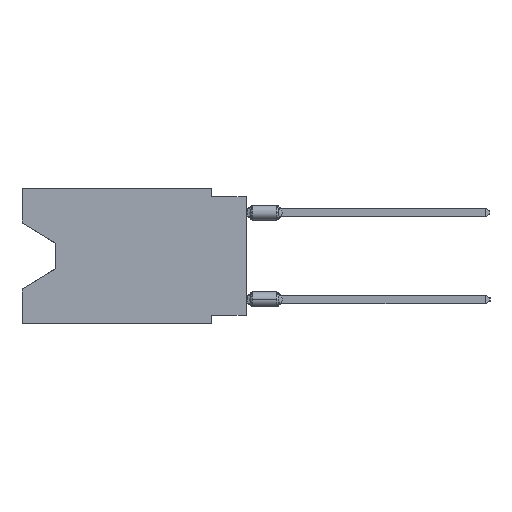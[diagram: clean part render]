
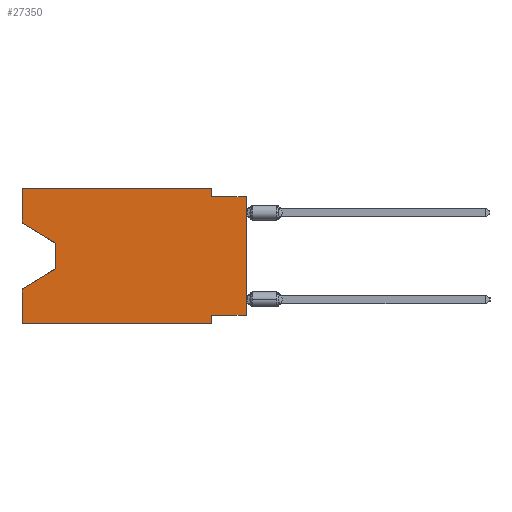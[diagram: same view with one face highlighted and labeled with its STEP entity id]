
A CAD part, left-side view. The second image highlights one B-rep face of the part: STEP entity #27350.
In plain terms, the highlighted planar face has unit normal (-1, 0, 0).
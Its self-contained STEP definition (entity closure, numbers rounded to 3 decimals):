
#343 = LINE ( 'NONE', #25763, #49610 ) ;
#678 = ORIENTED_EDGE ( 'NONE', *, *, #15906, .F. ) ;
#816 = LINE ( 'NONE', #23335, #23240 ) ;
#1161 = PLANE ( 'NONE',  #31090 ) ;
#1207 = DIRECTION ( 'NONE',  ( 0., 0., 1. ) ) ;
#1995 = VECTOR ( 'NONE', #44917, 1000. ) ;
#2413 = ORIENTED_EDGE ( 'NONE', *, *, #14553, .T. ) ;
#2855 = EDGE_CURVE ( 'NONE', #27919, #3764, #38696, .T. ) ;
#3764 = VERTEX_POINT ( 'NONE', #21459 ) ;
#5177 = LINE ( 'NONE', #22563, #13882 ) ;
#6515 = CARTESIAN_POINT ( 'NONE',  ( 0., 2.54, -9.906 ) ) ;
#7708 = LINE ( 'NONE', #54526, #32678 ) ;
#10237 = EDGE_CURVE ( 'NONE', #46483, #13407, #49303, .T. ) ;
#11230 = LINE ( 'NONE', #50608, #49999 ) ;
#11576 = VECTOR ( 'NONE', #44659, 1000. ) ;
#11791 = CARTESIAN_POINT ( 'NONE',  ( 0., 0., -9.271 ) ) ;
#13407 = VERTEX_POINT ( 'NONE', #29613 ) ;
#13882 = VECTOR ( 'NONE', #48857, 1000. ) ;
#14553 = EDGE_CURVE ( 'NONE', #46483, #18580, #40025, .T. ) ;
#15128 = EDGE_CURVE ( 'NONE', #39306, #17984, #7708, .T. ) ;
#15294 = VERTEX_POINT ( 'NONE', #21381 ) ;
#15444 = EDGE_CURVE ( 'NONE', #55467, #39306, #816, .T. ) ;
#15906 = EDGE_CURVE ( 'NONE', #39055, #15294, #11230, .T. ) ;
#17563 = DIRECTION ( 'NONE',  ( 0., 0., -1. ) ) ;
#17873 = DIRECTION ( 'NONE',  ( 0., 0., -1. ) ) ;
#17984 = VERTEX_POINT ( 'NONE', #20780 ) ;
#18311 = ORIENTED_EDGE ( 'NONE', *, *, #10237, .F. ) ;
#18580 = VERTEX_POINT ( 'NONE', #31502 ) ;
#19019 = VERTEX_POINT ( 'NONE', #6515 ) ;
#19337 = ORIENTED_EDGE ( 'NONE', *, *, #46439, .T. ) ;
#20460 = EDGE_CURVE ( 'NONE', #13407, #19019, #31557, .T. ) ;
#20701 = VERTEX_POINT ( 'NONE', #28411 ) ;
#20780 = CARTESIAN_POINT ( 'NONE',  ( 0., 2.54, 0. ) ) ;
#20909 = DIRECTION ( 'NONE',  ( 0., 0., 1. ) ) ;
#21242 = CARTESIAN_POINT ( 'NONE',  ( 0., 13.97, -4.013 ) ) ;
#21381 = CARTESIAN_POINT ( 'NONE',  ( 0., 16.383, -7.36 ) ) ;
#21459 = CARTESIAN_POINT ( 'NONE',  ( 0., 13.97, -5.893 ) ) ;
#22017 = ORIENTED_EDGE ( 'NONE', *, *, #15444, .F. ) ;
#22086 = EDGE_CURVE ( 'NONE', #55467, #27919, #48669, .T. ) ;
#22490 = DIRECTION ( 'NONE',  ( 0., 0., 1. ) ) ;
#22563 = CARTESIAN_POINT ( 'NONE',  ( 0., 0., -0.635 ) ) ;
#22839 = DIRECTION ( 'NONE',  ( 0., 0., -1. ) ) ;
#22888 = CARTESIAN_POINT ( 'NONE',  ( 0., 0., 0. ) ) ;
#23240 = VECTOR ( 'NONE', #22490, 1000. ) ;
#23335 = CARTESIAN_POINT ( 'NONE',  ( 0., 16.383, 0. ) ) ;
#23799 = EDGE_CURVE ( 'NONE', #3764, #15294, #49422, .T. ) ;
#25763 = CARTESIAN_POINT ( 'NONE',  ( 0., 2.54, 0. ) ) ;
#26986 = CARTESIAN_POINT ( 'NONE',  ( 0., 2.54, -9.906 ) ) ;
#27350 = ADVANCED_FACE ( 'NONE', ( #28725 ), #1161, .F. ) ;
#27479 = CARTESIAN_POINT ( 'NONE',  ( 0., 16.383, -9.906 ) ) ;
#27789 = CARTESIAN_POINT ( 'NONE',  ( 0., 16.383, -9.906 ) ) ;
#27919 = VERTEX_POINT ( 'NONE', #21242 ) ;
#28411 = CARTESIAN_POINT ( 'NONE',  ( 0., 2.54, -0.635 ) ) ;
#28417 = EDGE_LOOP ( 'NONE', ( #50772, #39128, #42527, #678, #19337, #47693, #18311, #2413, #38770, #30458, #50420, #22017 ) ) ;
#28725 = FACE_OUTER_BOUND ( 'NONE', #28417, .T. ) ;
#29613 = CARTESIAN_POINT ( 'NONE',  ( 0., 2.54, -9.271 ) ) ;
#30458 = ORIENTED_EDGE ( 'NONE', *, *, #48919, .F. ) ;
#31090 = AXIS2_PLACEMENT_3D ( 'NONE', #31975, #41574, #22839 ) ;
#31502 = CARTESIAN_POINT ( 'NONE',  ( 0., 0., -0.635 ) ) ;
#31557 = LINE ( 'NONE', #26986, #46077 ) ;
#31761 = LINE ( 'NONE', #27479, #1995 ) ;
#31787 = CARTESIAN_POINT ( 'NONE',  ( 0., 16.383, -2.546 ) ) ;
#31975 = CARTESIAN_POINT ( 'NONE',  ( 0., 16.383, 0. ) ) ;
#32678 = VECTOR ( 'NONE', #50274, 1000. ) ;
#32987 = DIRECTION ( 'NONE',  ( 0., 1., 0. ) ) ;
#33213 = CARTESIAN_POINT ( 'NONE',  ( 0., 16.383, 0. ) ) ;
#36814 = CARTESIAN_POINT ( 'NONE',  ( 0., 13.97, -5.893 ) ) ;
#38696 = LINE ( 'NONE', #47284, #48103 ) ;
#38770 = ORIENTED_EDGE ( 'NONE', *, *, #46825, .F. ) ;
#39055 = VERTEX_POINT ( 'NONE', #27789 ) ;
#39128 = ORIENTED_EDGE ( 'NONE', *, *, #2855, .T. ) ;
#39306 = VERTEX_POINT ( 'NONE', #33213 ) ;
#40025 = LINE ( 'NONE', #22888, #53619 ) ;
#40832 = DIRECTION ( 'NONE',  ( 0., 0.855, -0.519 ) ) ;
#41574 = DIRECTION ( 'NONE',  ( 1., 0., 0. ) ) ;
#42267 = CARTESIAN_POINT ( 'NONE',  ( 0., 16.383, -2.546 ) ) ;
#42510 = VECTOR ( 'NONE', #40832, 1000. ) ;
#42527 = ORIENTED_EDGE ( 'NONE', *, *, #23799, .T. ) ;
#44659 = DIRECTION ( 'NONE',  ( 0., -0.855, -0.519 ) ) ;
#44917 = DIRECTION ( 'NONE',  ( 0., -1., 0. ) ) ;
#46077 = VECTOR ( 'NONE', #17873, 1000. ) ;
#46439 = EDGE_CURVE ( 'NONE', #39055, #19019, #31761, .T. ) ;
#46483 = VERTEX_POINT ( 'NONE', #11791 ) ;
#46825 = EDGE_CURVE ( 'NONE', #20701, #18580, #5177, .T. ) ;
#47284 = CARTESIAN_POINT ( 'NONE',  ( 0., 13.97, -4.013 ) ) ;
#47693 = ORIENTED_EDGE ( 'NONE', *, *, #20460, .F. ) ;
#48103 = VECTOR ( 'NONE', #17563, 1000. ) ;
#48669 = LINE ( 'NONE', #31787, #11576 ) ;
#48857 = DIRECTION ( 'NONE',  ( 0., -1., 0. ) ) ;
#48919 = EDGE_CURVE ( 'NONE', #17984, #20701, #343, .T. ) ;
#49303 = LINE ( 'NONE', #49571, #53166 ) ;
#49422 = LINE ( 'NONE', #36814, #42510 ) ;
#49571 = CARTESIAN_POINT ( 'NONE',  ( 0., 0., -9.271 ) ) ;
#49610 = VECTOR ( 'NONE', #51470, 1000. ) ;
#49999 = VECTOR ( 'NONE', #20909, 1000. ) ;
#50274 = DIRECTION ( 'NONE',  ( 0., -1., 0. ) ) ;
#50420 = ORIENTED_EDGE ( 'NONE', *, *, #15128, .F. ) ;
#50608 = CARTESIAN_POINT ( 'NONE',  ( 0., 16.383, 0. ) ) ;
#50772 = ORIENTED_EDGE ( 'NONE', *, *, #22086, .T. ) ;
#51470 = DIRECTION ( 'NONE',  ( 0., 0., -1. ) ) ;
#53166 = VECTOR ( 'NONE', #32987, 1000. ) ;
#53619 = VECTOR ( 'NONE', #1207, 1000. ) ;
#54526 = CARTESIAN_POINT ( 'NONE',  ( 0., 16.383, 0. ) ) ;
#55467 = VERTEX_POINT ( 'NONE', #42267 ) ;
